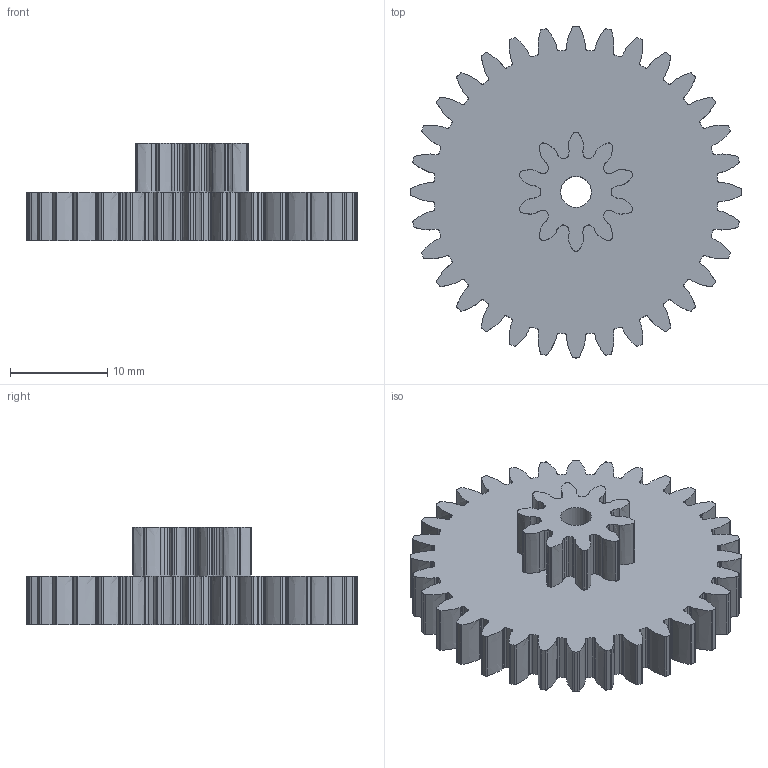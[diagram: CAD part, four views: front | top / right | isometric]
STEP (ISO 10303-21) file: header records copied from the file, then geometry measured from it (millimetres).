
FILE_DESCRIPTION(/* description */ (''),/* implementation_level */ '2;1');
FILE_NAME(/* name */ 'gear 3.stp',/* time_stamp */ '2025-05-15T11:54:10+02:00',/* author */ (''),/* organization */ (''),/* preprocessor_version */ 'ST-DEVELOPER v20',/* originating_system */ 'SIEMENS PLM Software NX2312.4001',/* authorisation */ '');
FILE_SCHEMA (('AUTOMOTIVE_DESIGN { 1 0 10303 214 3 1 1 1 }'));
Length unit declared in the file: millimetre
Products named in the file (1): gear 3
Bounding box: 34.2 x 34.2 x 10 mm (x, y, z)
Volume: 4263.6 mm3; surface area: 3043.2 mm2
Topology: 1 solids, 1 shells, 508 faces, 1516 edges, 1011 vertices
Faces by surface type: cylinder 253, plane 151, extrusion 104
Full cylindrical faces by diameter (mm): 3.2 x1
Entity records: 19036 total; most frequent: CARTESIAN_POINT 5337, ORIENTED_EDGE 3028, DIRECTION 2686, EDGE_CURVE 1514, VERTEX_POINT 1010, AXIS2_PLACEMENT_3D 911, VECTOR 864, LINE 760
